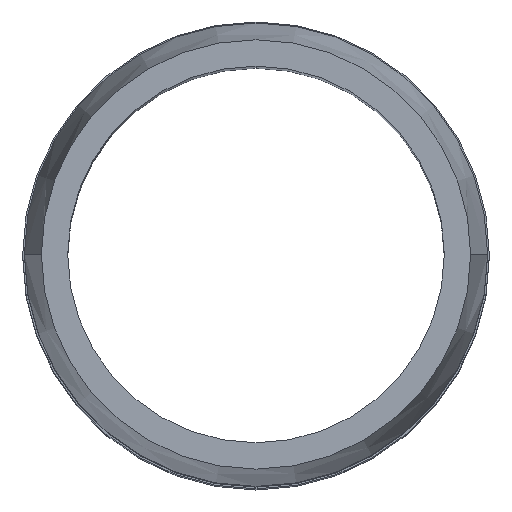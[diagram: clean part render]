
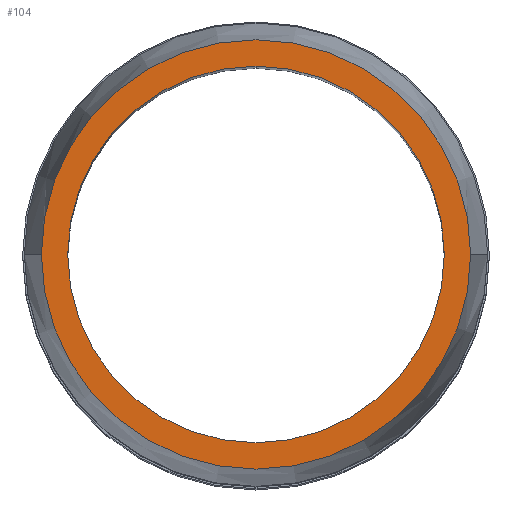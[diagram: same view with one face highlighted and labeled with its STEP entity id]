
A CAD part, top view. The second image highlights one B-rep face of the part: STEP entity #104.
In plain terms, the highlighted planar face has unit normal (0, 0, 1).
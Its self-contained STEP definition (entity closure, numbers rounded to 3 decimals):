
#56 = EDGE_CURVE ( 'NONE', #219, #201, #364, .T. ) ;
#78 = ORIENTED_EDGE ( 'NONE', *, *, #210, .T. ) ;
#104 = ADVANCED_FACE ( 'NONE', ( #425, #420 ), #419, .F. ) ;
#121 = ORIENTED_EDGE ( 'NONE', *, *, #56, .T. ) ;
#129 = EDGE_LOOP ( 'NONE', ( #121, #78 ) ) ;
#133 = ORIENTED_EDGE ( 'NONE', *, *, #260, .T. ) ;
#134 = EDGE_CURVE ( 'NONE', #262, #261, #436, .T. ) ;
#135 = EDGE_LOOP ( 'NONE', ( #136, #133 ) ) ;
#136 = ORIENTED_EDGE ( 'NONE', *, *, #134, .T. ) ;
#201 = VERTEX_POINT ( 'NONE', #561 ) ;
#210 = EDGE_CURVE ( 'NONE', #201, #219, #604, .T. ) ;
#219 = VERTEX_POINT ( 'NONE', #649 ) ;
#260 = EDGE_CURVE ( 'NONE', #261, #262, #694, .T. ) ;
#261 = VERTEX_POINT ( 'NONE', #684 ) ;
#262 = VERTEX_POINT ( 'NONE', #683 ) ;
#361 = DIRECTION ( 'NONE',  ( 1., 0., 0. ) ) ;
#362 = DIRECTION ( 'NONE',  ( 0., 0., 1. ) ) ;
#363 = AXIS2_PLACEMENT_3D ( 'NONE', #369, #362, #361 ) ;
#364 = CIRCLE ( 'NONE', #363, 12.368 ) ;
#369 = CARTESIAN_POINT ( 'NONE',  ( 0., 0., 0. ) ) ;
#414 = DIRECTION ( 'NONE',  ( -1., 0., 0. ) ) ;
#415 = DIRECTION ( 'NONE',  ( 0., 0., -1. ) ) ;
#416 = AXIS2_PLACEMENT_3D ( 'NONE', #418, #415, #414 ) ;
#418 = CARTESIAN_POINT ( 'NONE',  ( 0., 13.45, 0. ) ) ;
#419 = PLANE ( 'NONE',  #416 ) ;
#420 = FACE_OUTER_BOUND ( 'NONE', #129, .T. ) ;
#425 = FACE_BOUND ( 'NONE', #135, .T. ) ;
#432 = DIRECTION ( 'NONE',  ( 0., 1., 0. ) ) ;
#433 = DIRECTION ( 'NONE',  ( 0., 0., -1. ) ) ;
#434 = CARTESIAN_POINT ( 'NONE',  ( 0., 0., 0. ) ) ;
#435 = AXIS2_PLACEMENT_3D ( 'NONE', #434, #433, #432 ) ;
#436 = CIRCLE ( 'NONE', #435, 10.85 ) ;
#561 = CARTESIAN_POINT ( 'NONE',  ( 12.368, 0., 0. ) ) ;
#600 = DIRECTION ( 'NONE',  ( 1., 0., 0. ) ) ;
#601 = DIRECTION ( 'NONE',  ( 0., 0., 1. ) ) ;
#602 = CARTESIAN_POINT ( 'NONE',  ( 0., 0., 0. ) ) ;
#603 = AXIS2_PLACEMENT_3D ( 'NONE', #602, #601, #600 ) ;
#604 = CIRCLE ( 'NONE', #603, 12.368 ) ;
#649 = CARTESIAN_POINT ( 'NONE',  ( -12.368, 0., 0. ) ) ;
#683 = CARTESIAN_POINT ( 'NONE',  ( 0., 10.85, 0. ) ) ;
#684 = CARTESIAN_POINT ( 'NONE',  ( 0., -10.85, 0. ) ) ;
#685 = DIRECTION ( 'NONE',  ( 0., 1., 0. ) ) ;
#686 = DIRECTION ( 'NONE',  ( 0., 0., -1. ) ) ;
#687 = CARTESIAN_POINT ( 'NONE',  ( 0., 0., 0. ) ) ;
#688 = AXIS2_PLACEMENT_3D ( 'NONE', #687, #686, #685 ) ;
#694 = CIRCLE ( 'NONE', #688, 10.85 ) ;
